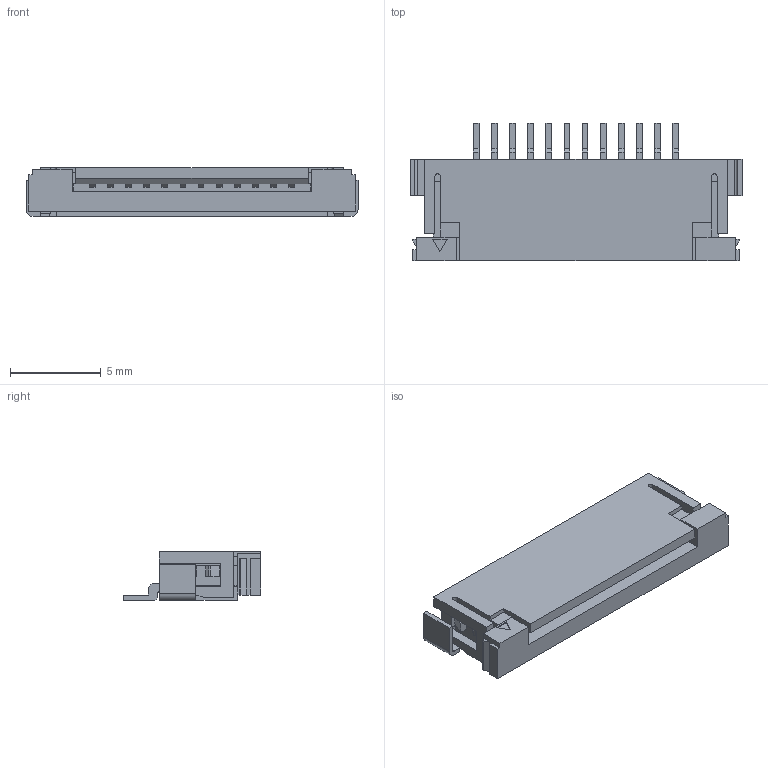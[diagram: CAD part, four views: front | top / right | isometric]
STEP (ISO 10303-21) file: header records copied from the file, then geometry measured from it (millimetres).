
FILE_DESCRIPTION(/* description */ (''),/* implementation_level */ '2;1');
FILE_NAME(/* name */ '522071260wbm000_03_214.stp',/* time_stamp */ '2023-09-05T10:27:32+06:00',/* author */ (''),/* organization */ (''),/* preprocessor_version */ 'ST-DEVELOPER v16.7',/* originating_system */ 'SIEMENS PLM Software NX 1919',/* authorisation */ '');
FILE_SCHEMA (('AUTOMOTIVE_DESIGN { 1 0 10303 214 3 1 1 1 }'));
Length unit declared in the file: millimetre
Products named in the file (1): 522071260wbm000_03
Bounding box: 18.3 x 7.6 x 2.7 mm (x, y, z)
Volume: 217.2 mm3; surface area: 612.9 mm2
Topology: 1 solids, 1 shells, 430 faces, 1293 edges, 856 vertices
Faces by surface type: plane 380, cylinder 50
Entity records: 14393 total; most frequent: ORIENTED_EDGE 2586, CARTESIAN_POINT 2580, DIRECTION 2259, EDGE_CURVE 1293, LINE 1189, VECTOR 1189, VERTEX_POINT 856, AXIS2_PLACEMENT_3D 535
